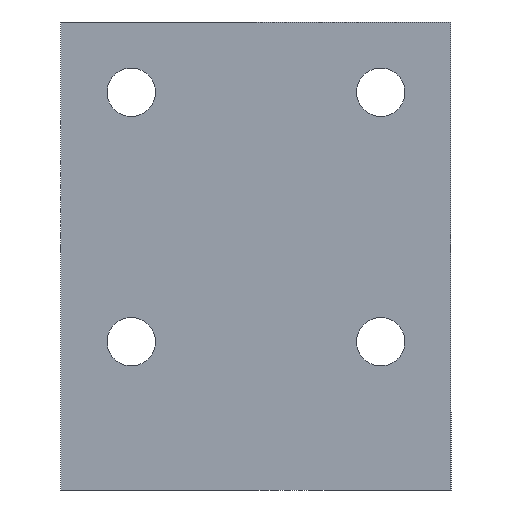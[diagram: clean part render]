
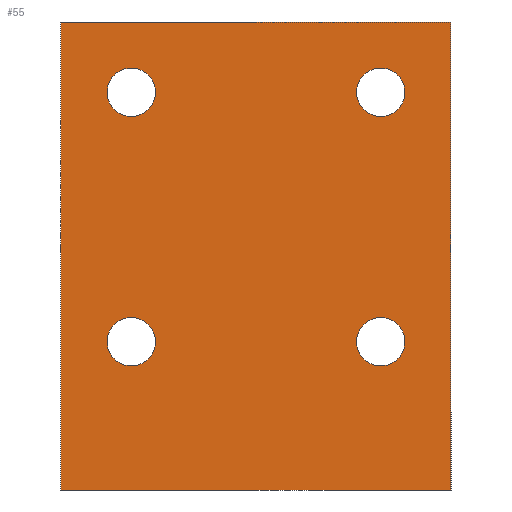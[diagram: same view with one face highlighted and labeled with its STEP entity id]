
A CAD part, left-side view. The second image highlights one B-rep face of the part: STEP entity #55.
In plain terms, the highlighted planar face has unit normal (-1, 0, 0).
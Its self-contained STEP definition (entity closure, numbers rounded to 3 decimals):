
#55=ADVANCED_FACE('',(#153,#154,#155,#156,#157),#79,.F.);
#79=PLANE('',#506);
#97=LINE('',#715,#124);
#98=LINE('',#718,#125);
#99=LINE('',#720,#126);
#100=LINE('',#722,#127);
#124=VECTOR('',#580,1.);
#125=VECTOR('',#581,1.);
#126=VECTOR('',#582,1.);
#127=VECTOR('',#583,1.);
#153=FACE_BOUND('',#209,.T.);
#154=FACE_BOUND('',#210,.T.);
#155=FACE_BOUND('',#211,.T.);
#156=FACE_BOUND('',#212,.T.);
#157=FACE_BOUND('',#213,.T.);
#209=EDGE_LOOP('',(#279));
#210=EDGE_LOOP('',(#280));
#211=EDGE_LOOP('',(#281));
#212=EDGE_LOOP('',(#282));
#213=EDGE_LOOP('',(#283,#284,#285,#286));
#279=ORIENTED_EDGE('',*,*,#429,.T.);
#280=ORIENTED_EDGE('',*,*,#430,.T.);
#281=ORIENTED_EDGE('',*,*,#431,.T.);
#282=ORIENTED_EDGE('',*,*,#432,.T.);
#283=ORIENTED_EDGE('',*,*,#433,.T.);
#284=ORIENTED_EDGE('',*,*,#434,.F.);
#285=ORIENTED_EDGE('',*,*,#435,.F.);
#286=ORIENTED_EDGE('',*,*,#436,.T.);
#385=VERTEX_POINT('',#708);
#386=VERTEX_POINT('',#710);
#387=VERTEX_POINT('',#712);
#388=VERTEX_POINT('',#714);
#389=VERTEX_POINT('',#716);
#390=VERTEX_POINT('',#717);
#391=VERTEX_POINT('',#719);
#392=VERTEX_POINT('',#721);
#429=EDGE_CURVE('',#385,#385,#474,.T.);
#430=EDGE_CURVE('',#386,#386,#475,.T.);
#431=EDGE_CURVE('',#387,#387,#476,.T.);
#432=EDGE_CURVE('',#388,#388,#477,.T.);
#433=EDGE_CURVE('',#389,#390,#97,.T.);
#434=EDGE_CURVE('',#391,#390,#98,.T.);
#435=EDGE_CURVE('',#392,#391,#99,.T.);
#436=EDGE_CURVE('',#392,#389,#100,.T.);
#474=CIRCLE('',#502,1.55);
#475=CIRCLE('',#503,1.55);
#476=CIRCLE('',#504,1.55);
#477=CIRCLE('',#505,1.55);
#502=AXIS2_PLACEMENT_3D('',#707,#572,#573);
#503=AXIS2_PLACEMENT_3D('',#709,#574,#575);
#504=AXIS2_PLACEMENT_3D('',#711,#576,#577);
#505=AXIS2_PLACEMENT_3D('',#713,#578,#579);
#506=AXIS2_PLACEMENT_3D('',#723,#584,#585);
#572=DIRECTION('',(1.,0.,0.));
#573=DIRECTION('',(0.,1.,0.));
#574=DIRECTION('',(1.,0.,0.));
#575=DIRECTION('',(0.,1.,0.));
#576=DIRECTION('',(1.,0.,0.));
#577=DIRECTION('',(0.,1.,0.));
#578=DIRECTION('',(1.,0.,0.));
#579=DIRECTION('',(0.,1.,0.));
#580=DIRECTION('',(0.,-1.,0.));
#581=DIRECTION('',(0.,0.,-1.));
#582=DIRECTION('',(0.,-1.,0.));
#583=DIRECTION('',(0.,0.,-1.));
#584=DIRECTION('',(1.,0.,0.));
#585=DIRECTION('',(0.,1.,0.));
#707=CARTESIAN_POINT('',(0.,20.5,9.5));
#708=CARTESIAN_POINT('',(0.,22.05,9.5));
#709=CARTESIAN_POINT('',(0.,4.5,25.5));
#710=CARTESIAN_POINT('',(0.,6.05,25.5));
#711=CARTESIAN_POINT('',(0.,4.5,9.5));
#712=CARTESIAN_POINT('',(0.,6.05,9.5));
#713=CARTESIAN_POINT('',(0.,20.5,25.5));
#714=CARTESIAN_POINT('',(0.,22.05,25.5));
#715=CARTESIAN_POINT('',(0.,25.,0.));
#716=CARTESIAN_POINT('',(0.,25.,0.));
#717=CARTESIAN_POINT('',(0.,0.,0.));
#718=CARTESIAN_POINT('',(0.,0.,5.));
#719=CARTESIAN_POINT('',(0.,0.,30.));
#720=CARTESIAN_POINT('',(0.,25.,30.));
#721=CARTESIAN_POINT('',(0.,25.,30.));
#722=CARTESIAN_POINT('',(0.,25.,5.));
#723=CARTESIAN_POINT('',(0.,25.,5.));
